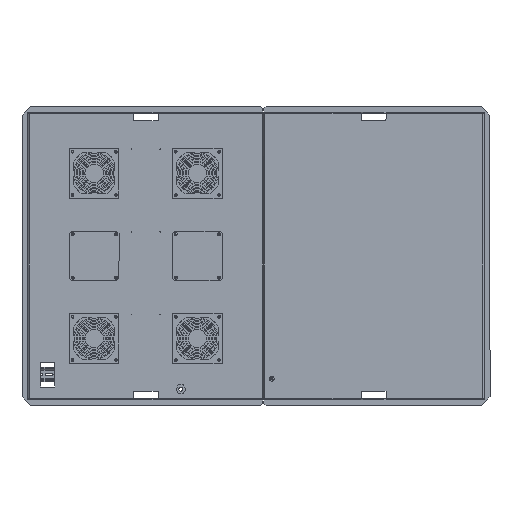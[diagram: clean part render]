
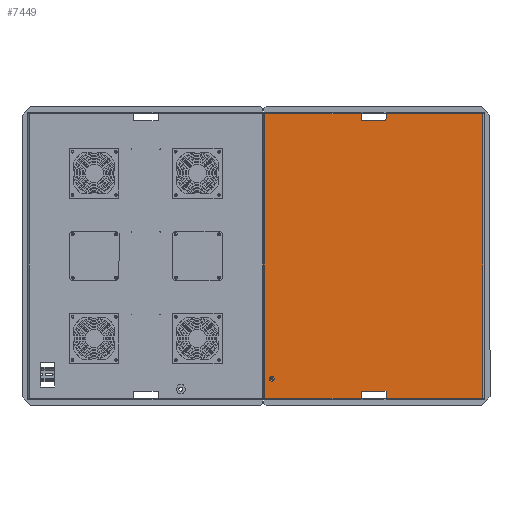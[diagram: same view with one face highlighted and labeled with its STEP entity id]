
A CAD part, top view. The second image highlights one B-rep face of the part: STEP entity #7449.
In plain terms, the highlighted planar face has unit normal (0, 0, 1).
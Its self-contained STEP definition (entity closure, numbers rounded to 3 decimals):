
#661 = ORIENTED_EDGE ( 'NONE', *, *, #6771, .T. ) ;
#1393 = VECTOR ( 'NONE', #55403, 1000. ) ;
#1603 = VECTOR ( 'NONE', #4698, 1000. ) ;
#1973 = ORIENTED_EDGE ( 'NONE', *, *, #34900, .T. ) ;
#1979 = AXIS2_PLACEMENT_3D ( 'NONE', #23990, #10821, #11010 ) ;
#2204 = VERTEX_POINT ( 'NONE', #57100 ) ;
#2772 = LINE ( 'NONE', #15546, #1393 ) ;
#3809 = DIRECTION ( 'NONE',  ( 1., 0., 0. ) ) ;
#4442 = LINE ( 'NONE', #44954, #50308 ) ;
#4698 = DIRECTION ( 'NONE',  ( -1., 0., 0. ) ) ;
#4743 = CARTESIAN_POINT ( 'NONE',  ( -30., -327.5, 1.2 ) ) ;
#5156 = AXIS2_PLACEMENT_3D ( 'NONE', #37408, #28765, #44524 ) ;
#5684 = ORIENTED_EDGE ( 'NONE', *, *, #11248, .T. ) ;
#6172 = VECTOR ( 'NONE', #12278, 1000. ) ;
#6574 = CARTESIAN_POINT ( 'NONE',  ( 30., -327.5, 1.2 ) ) ;
#6603 = VERTEX_POINT ( 'NONE', #43622 ) ;
#6771 = EDGE_CURVE ( 'NONE', #35424, #39559, #2772, .T. ) ;
#6949 = VECTOR ( 'NONE', #14938, 1000. ) ;
#7449 = ADVANCED_FACE ( '�����2', ( #20403, #57904 ), #17100, .T. ) ;
#8190 = EDGE_CURVE ( 'NONE', #25263, #14588, #18950, .T. ) ;
#8239 = CARTESIAN_POINT ( 'NONE',  ( -264.55, 345.05, 1.2 ) ) ;
#8440 = DIRECTION ( 'NONE',  ( 0., -1., 0. ) ) ;
#8478 = LINE ( 'NONE', #12925, #41653 ) ;
#9280 = DIRECTION ( 'NONE',  ( 0., 1., 0. ) ) ;
#10437 = CIRCLE ( 'NONE', #54530, 0.475 ) ;
#10480 = CARTESIAN_POINT ( 'NONE',  ( -30., 327.5, 1.2 ) ) ;
#10821 = DIRECTION ( 'NONE',  ( 0., 0., -1. ) ) ;
#11010 = DIRECTION ( 'NONE',  ( 0., 1., 0. ) ) ;
#11248 = EDGE_CURVE ( 'NONE', #11452, #44017, #28113, .T. ) ;
#11320 = EDGE_CURVE ( 'NONE', #34118, #2204, #10437, .T. ) ;
#11353 = ORIENTED_EDGE ( 'NONE', *, *, #52304, .T. ) ;
#11452 = VERTEX_POINT ( 'NONE', #22213 ) ;
#11676 = CARTESIAN_POINT ( 'NONE',  ( -30., -327.5, 1.2 ) ) ;
#12278 = DIRECTION ( 'NONE',  ( 1., 0., 0. ) ) ;
#12817 = DIRECTION ( 'NONE',  ( 1., 0., 0. ) ) ;
#12925 = CARTESIAN_POINT ( 'NONE',  ( -264.55, -345.05, 1.2 ) ) ;
#13056 = CARTESIAN_POINT ( 'NONE',  ( 247., 297.5, 1.2 ) ) ;
#13250 = DIRECTION ( 'NONE',  ( 0., 0., -1. ) ) ;
#14588 = VERTEX_POINT ( 'NONE', #26725 ) ;
#14815 = VECTOR ( 'NONE', #12817, 1000. ) ;
#14845 = VERTEX_POINT ( 'NONE', #57620 ) ;
#14938 = DIRECTION ( 'NONE',  ( 1., 0., 0. ) ) ;
#15546 = CARTESIAN_POINT ( 'NONE',  ( 264.55, 345.05, 1.2 ) ) ;
#16451 = LINE ( 'NONE', #18122, #1603 ) ;
#16789 = VERTEX_POINT ( 'NONE', #10480 ) ;
#17100 = PLANE ( 'NONE',  #5156 ) ;
#17533 = EDGE_CURVE ( 'NONE', #6603, #53987, #8478, .T. ) ;
#17627 = EDGE_CURVE ( 'NONE', #37752, #16789, #35299, .T. ) ;
#18122 = CARTESIAN_POINT ( 'NONE',  ( 264.55, 345.05, 1.2 ) ) ;
#18640 = ORIENTED_EDGE ( 'NONE', *, *, #11320, .T. ) ;
#18950 = LINE ( 'NONE', #37808, #6949 ) ;
#19410 = CARTESIAN_POINT ( 'NONE',  ( 30., 345.05, 1.2 ) ) ;
#19638 = EDGE_CURVE ( 'NONE', #37752, #42807, #16451, .T. ) ;
#19653 = EDGE_CURVE ( 'NONE', #14845, #39559, #4442, .T. ) ;
#20403 = FACE_BOUND ( 'NONE', #30720, .T. ) ;
#20818 = ORIENTED_EDGE ( 'NONE', *, *, #55417, .F. ) ;
#21134 = ORIENTED_EDGE ( 'NONE', *, *, #19638, .T. ) ;
#22213 = CARTESIAN_POINT ( 'NONE',  ( -30., -327.5, 1.2 ) ) ;
#23225 = CARTESIAN_POINT ( 'NONE',  ( 264.55, -345.05, 1.2 ) ) ;
#23990 = CARTESIAN_POINT ( 'NONE',  ( 247., 297.5, 1.2 ) ) ;
#24080 = ORIENTED_EDGE ( 'NONE', *, *, #8190, .T. ) ;
#24820 = CARTESIAN_POINT ( 'NONE',  ( 30., -346.3, 1.2 ) ) ;
#25263 = VERTEX_POINT ( 'NONE', #27012 ) ;
#25326 = CARTESIAN_POINT ( 'NONE',  ( -264.55, 345.05, 1.2 ) ) ;
#25506 = VECTOR ( 'NONE', #37874, 1000. ) ;
#26133 = ORIENTED_EDGE ( 'NONE', *, *, #19653, .F. ) ;
#26725 = CARTESIAN_POINT ( 'NONE',  ( 264.55, -345.05, 1.2 ) ) ;
#27012 = CARTESIAN_POINT ( 'NONE',  ( 30., -345.05, 1.2 ) ) ;
#27111 = ORIENTED_EDGE ( 'NONE', *, *, #17627, .F. ) ;
#28113 = LINE ( 'NONE', #11676, #6172 ) ;
#28355 = ORIENTED_EDGE ( 'NONE', *, *, #30041, .T. ) ;
#28765 = DIRECTION ( 'NONE',  ( 0., 0., 1. ) ) ;
#29102 = CIRCLE ( 'NONE', #1979, 0.475 ) ;
#29574 = DIRECTION ( 'NONE',  ( 0., -1., 0. ) ) ;
#29678 = CARTESIAN_POINT ( 'NONE',  ( -30., 345.05, 1.2 ) ) ;
#30041 = EDGE_CURVE ( 'NONE', #2204, #34118, #29102, .T. ) ;
#30720 = EDGE_LOOP ( 'NONE', ( #28355, #18640 ) ) ;
#30928 = CARTESIAN_POINT ( 'NONE',  ( -30., -345.05, 1.2 ) ) ;
#31940 = CARTESIAN_POINT ( 'NONE',  ( 264.55, 345.05, 1.2 ) ) ;
#33143 = EDGE_LOOP ( 'NONE', ( #5684, #11353, #24080, #1973, #661, #26133, #20818, #27111, #21134, #36710, #42012, #58031 ) ) ;
#33221 = EDGE_CURVE ( 'NONE', #53987, #11452, #48515, .T. ) ;
#33584 = EDGE_CURVE ( 'NONE', #42807, #6603, #45090, .T. ) ;
#33850 = VECTOR ( 'NONE', #35472, 1000. ) ;
#34118 = VERTEX_POINT ( 'NONE', #57946 ) ;
#34900 = EDGE_CURVE ( 'NONE', #14588, #35424, #56554, .T. ) ;
#35299 = LINE ( 'NONE', #53387, #33850 ) ;
#35424 = VERTEX_POINT ( 'NONE', #31940 ) ;
#35472 = DIRECTION ( 'NONE',  ( 0., -1., 0. ) ) ;
#36556 = VECTOR ( 'NONE', #9280, 1000. ) ;
#36710 = ORIENTED_EDGE ( 'NONE', *, *, #33584, .T. ) ;
#37062 = VECTOR ( 'NONE', #29574, 1000. ) ;
#37408 = CARTESIAN_POINT ( 'NONE',  ( -267., -347.5, 1.2 ) ) ;
#37636 = CARTESIAN_POINT ( 'NONE',  ( -30., 327.5, 1.2 ) ) ;
#37752 = VERTEX_POINT ( 'NONE', #29678 ) ;
#37808 = CARTESIAN_POINT ( 'NONE',  ( -264.55, -345.05, 1.2 ) ) ;
#37874 = DIRECTION ( 'NONE',  ( 0., 1., 0. ) ) ;
#39559 = VERTEX_POINT ( 'NONE', #19410 ) ;
#41515 = VECTOR ( 'NONE', #8440, 1000. ) ;
#41653 = VECTOR ( 'NONE', #3809, 1000. ) ;
#42012 = ORIENTED_EDGE ( 'NONE', *, *, #17533, .T. ) ;
#42807 = VERTEX_POINT ( 'NONE', #25326 ) ;
#43622 = CARTESIAN_POINT ( 'NONE',  ( -264.55, -345.05, 1.2 ) ) ;
#44017 = VERTEX_POINT ( 'NONE', #6574 ) ;
#44524 = DIRECTION ( 'NONE',  ( 1., 0., 0. ) ) ;
#44954 = CARTESIAN_POINT ( 'NONE',  ( 30., 346.3, 1.2 ) ) ;
#45090 = LINE ( 'NONE', #8239, #41515 ) ;
#45348 = DIRECTION ( 'NONE',  ( 0., 1., 0. ) ) ;
#48515 = LINE ( 'NONE', #4743, #36556 ) ;
#49381 = LINE ( 'NONE', #37636, #14815 ) ;
#50308 = VECTOR ( 'NONE', #45348, 1000. ) ;
#51096 = LINE ( 'NONE', #24820, #37062 ) ;
#52304 = EDGE_CURVE ( 'NONE', #44017, #25263, #51096, .T. ) ;
#53387 = CARTESIAN_POINT ( 'NONE',  ( -30., 327.5, 1.2 ) ) ;
#53987 = VERTEX_POINT ( 'NONE', #30928 ) ;
#54530 = AXIS2_PLACEMENT_3D ( 'NONE', #13056, #13250, #58421 ) ;
#55403 = DIRECTION ( 'NONE',  ( -1., 0., 0. ) ) ;
#55417 = EDGE_CURVE ( 'NONE', #16789, #14845, #49381, .T. ) ;
#56554 = LINE ( 'NONE', #23225, #25506 ) ;
#57100 = CARTESIAN_POINT ( 'NONE',  ( 247., 297.975, 1.2 ) ) ;
#57620 = CARTESIAN_POINT ( 'NONE',  ( 30., 327.5, 1.2 ) ) ;
#57904 = FACE_OUTER_BOUND ( 'NONE', #33143, .T. ) ;
#57946 = CARTESIAN_POINT ( 'NONE',  ( 247., 297.025, 1.2 ) ) ;
#58031 = ORIENTED_EDGE ( 'NONE', *, *, #33221, .T. ) ;
#58421 = DIRECTION ( 'NONE',  ( 0., 1., 0. ) ) ;
